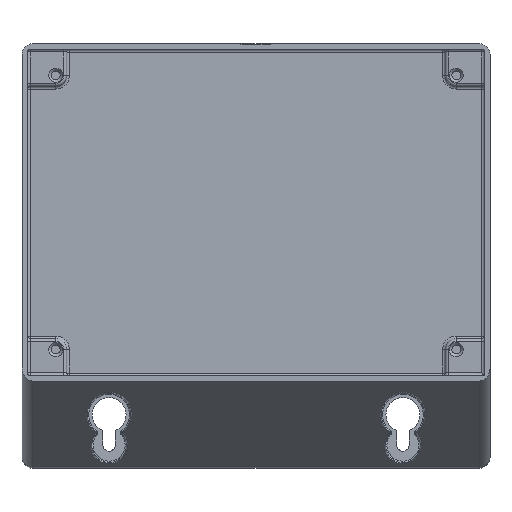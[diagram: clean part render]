
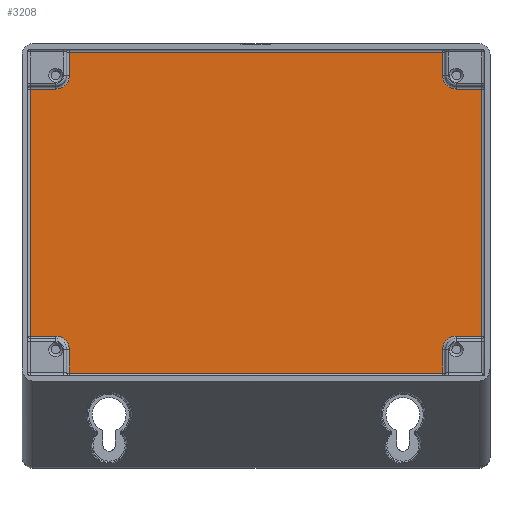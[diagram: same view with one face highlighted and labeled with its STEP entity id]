
A CAD part, top view. The second image highlights one B-rep face of the part: STEP entity #3208.
In plain terms, the highlighted planar face has unit normal (0, 0, 1).
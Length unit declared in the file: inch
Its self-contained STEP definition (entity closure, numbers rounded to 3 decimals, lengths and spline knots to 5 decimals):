
#273=CIRCLE('',#3457,0.15625);
#286=CIRCLE('',#3478,0.15625);
#305=CIRCLE('',#3513,0.15625);
#315=CIRCLE('',#3540,0.15625);
#453=LINE('',#5810,#705);
#455=LINE('',#5819,#707);
#459=LINE('',#5839,#711);
#461=LINE('',#5852,#713);
#463=LINE('',#5861,#715);
#475=LINE('',#5912,#727);
#479=LINE('',#5921,#731);
#481=LINE('',#5930,#733);
#485=LINE('',#5936,#737);
#490=LINE('',#5953,#742);
#499=LINE('',#5977,#751);
#501=LINE('',#5986,#753);
#705=VECTOR('',#4116,0.3937);
#707=VECTOR('',#4128,0.3937);
#711=VECTOR('',#4152,0.3937);
#713=VECTOR('',#4166,0.3937);
#715=VECTOR('',#4178,0.3937);
#727=VECTOR('',#4244,0.3937);
#731=VECTOR('',#4254,0.3937);
#733=VECTOR('',#4266,0.3937);
#737=VECTOR('',#4274,0.3937);
#742=VECTOR('',#4297,0.3937);
#751=VECTOR('',#4328,0.3937);
#753=VECTOR('',#4340,0.3937);
#872=PLANE('',#3566);
#1057=FACE_OUTER_BOUND('',#1279,.T.);
#1279=EDGE_LOOP('',(#2801,#2802,#2803,#2804,#2805,#2806,#2807,#2808,#2809,
#2810,#2811,#2812,#2813,#2814,#2815,#2816));
#1528=VERTEX_POINT('',#5748);
#1534=VERTEX_POINT('',#5763);
#1542=VERTEX_POINT('',#5781);
#1546=VERTEX_POINT('',#5793);
#1549=VERTEX_POINT('',#5800);
#1553=VERTEX_POINT('',#5808);
#1555=VERTEX_POINT('',#5814);
#1556=VERTEX_POINT('',#5825);
#1559=VERTEX_POINT('',#5832);
#1562=VERTEX_POINT('',#5842);
#1566=VERTEX_POINT('',#5850);
#1568=VERTEX_POINT('',#5856);
#1582=VERTEX_POINT('',#5919);
#1584=VERTEX_POINT('',#5925);
#1591=VERTEX_POINT('',#5975);
#1593=VERTEX_POINT('',#5981);
#1906=EDGE_CURVE('',#1553,#1542,#453,.T.);
#1909=EDGE_CURVE('',#1555,#1553,#273,.T.);
#1911=EDGE_CURVE('',#1549,#1555,#455,.T.);
#1921=EDGE_CURVE('',#1559,#1549,#459,.T.);
#1927=EDGE_CURVE('',#1566,#1559,#461,.T.);
#1930=EDGE_CURVE('',#1568,#1566,#286,.T.);
#1932=EDGE_CURVE('',#1562,#1568,#463,.T.);
#1959=EDGE_CURVE('',#1556,#1562,#475,.T.);
#1964=EDGE_CURVE('',#1582,#1556,#479,.T.);
#1967=EDGE_CURVE('',#1584,#1582,#305,.T.);
#1969=EDGE_CURVE('',#1546,#1584,#481,.T.);
#1973=EDGE_CURVE('',#1534,#1546,#485,.T.);
#1982=EDGE_CURVE('',#1542,#1528,#490,.T.);
#1995=EDGE_CURVE('',#1591,#1534,#499,.T.);
#1998=EDGE_CURVE('',#1593,#1591,#315,.T.);
#2000=EDGE_CURVE('',#1528,#1593,#501,.T.);
#2801=ORIENTED_EDGE('',*,*,#1906,.F.);
#2802=ORIENTED_EDGE('',*,*,#1909,.F.);
#2803=ORIENTED_EDGE('',*,*,#1911,.F.);
#2804=ORIENTED_EDGE('',*,*,#1921,.F.);
#2805=ORIENTED_EDGE('',*,*,#1927,.F.);
#2806=ORIENTED_EDGE('',*,*,#1930,.F.);
#2807=ORIENTED_EDGE('',*,*,#1932,.F.);
#2808=ORIENTED_EDGE('',*,*,#1959,.F.);
#2809=ORIENTED_EDGE('',*,*,#1964,.F.);
#2810=ORIENTED_EDGE('',*,*,#1967,.F.);
#2811=ORIENTED_EDGE('',*,*,#1969,.F.);
#2812=ORIENTED_EDGE('',*,*,#1973,.F.);
#2813=ORIENTED_EDGE('',*,*,#1995,.F.);
#2814=ORIENTED_EDGE('',*,*,#1998,.F.);
#2815=ORIENTED_EDGE('',*,*,#2000,.F.);
#2816=ORIENTED_EDGE('',*,*,#1982,.F.);
#3208=ADVANCED_FACE('',(#1057),#872,.T.);
#3457=AXIS2_PLACEMENT_3D('',#5816,#4122,#4123);
#3478=AXIS2_PLACEMENT_3D('',#5858,#4172,#4173);
#3513=AXIS2_PLACEMENT_3D('',#5927,#4260,#4261);
#3540=AXIS2_PLACEMENT_3D('',#5983,#4334,#4335);
#3566=AXIS2_PLACEMENT_3D('',#6053,#4416,#4417);
#4116=DIRECTION('',(0.,1.,0.));
#4122=DIRECTION('center_axis',(0.,0.,1.));
#4123=DIRECTION('ref_axis',(0.707,-0.707,0.));
#4128=DIRECTION('',(1.,0.,0.));
#4152=DIRECTION('',(0.,1.,0.));
#4166=DIRECTION('',(-1.,0.,0.));
#4172=DIRECTION('center_axis',(0.,0.,1.));
#4173=DIRECTION('ref_axis',(0.707,0.707,0.));
#4178=DIRECTION('',(0.,1.,0.));
#4244=DIRECTION('',(-1.,0.,0.));
#4254=DIRECTION('',(0.,-1.,0.));
#4260=DIRECTION('center_axis',(0.,0.,1.));
#4261=DIRECTION('ref_axis',(-0.707,0.707,0.));
#4266=DIRECTION('',(-1.,0.,0.));
#4274=DIRECTION('',(0.,-1.,0.));
#4297=DIRECTION('',(1.,0.,0.));
#4328=DIRECTION('',(1.,0.,0.));
#4334=DIRECTION('center_axis',(0.,0.,1.));
#4335=DIRECTION('ref_axis',(-0.707,-0.707,0.));
#4340=DIRECTION('',(0.,-1.,0.));
#4416=DIRECTION('center_axis',(0.,0.,1.));
#4417=DIRECTION('ref_axis',(1.,0.,0.));
#5748=CARTESIAN_POINT('',(4.64375,0.09375,0.0625));
#5763=CARTESIAN_POINT('',(5.09375,-0.33125,0.0625));
#5781=CARTESIAN_POINT('',(0.35625,0.09375,0.0625));
#5793=CARTESIAN_POINT('',(5.09375,-3.16875,0.0625));
#5800=CARTESIAN_POINT('',(-0.09375,-0.33125,0.0625));
#5808=CARTESIAN_POINT('',(0.35625,-0.175,0.0625));
#5810=CARTESIAN_POINT('',(0.35625,-0.9625,0.0625));
#5814=CARTESIAN_POINT('',(0.2,-0.33125,0.0625));
#5816=CARTESIAN_POINT('Origin',(0.2,-0.175,0.0625));
#5819=CARTESIAN_POINT('',(1.1875,-0.33125,0.0625));
#5825=CARTESIAN_POINT('',(4.64375,-3.59375,0.0625));
#5832=CARTESIAN_POINT('',(-0.09375,-3.16875,0.0625));
#5839=CARTESIAN_POINT('',(-0.09375,-2.475,0.0625));
#5842=CARTESIAN_POINT('',(0.35625,-3.59375,0.0625));
#5850=CARTESIAN_POINT('',(0.2,-3.16875,0.0625));
#5852=CARTESIAN_POINT('',(1.35,-3.16875,0.0625));
#5856=CARTESIAN_POINT('',(0.35625,-3.325,0.0625));
#5858=CARTESIAN_POINT('Origin',(0.2,-3.325,0.0625));
#5861=CARTESIAN_POINT('',(0.35625,-2.6875,0.0625));
#5912=CARTESIAN_POINT('',(3.5875,-3.59375,0.0625));
#5919=CARTESIAN_POINT('',(4.64375,-3.325,0.0625));
#5921=CARTESIAN_POINT('',(4.64375,-2.5375,0.0625));
#5925=CARTESIAN_POINT('',(4.8,-3.16875,0.0625));
#5927=CARTESIAN_POINT('Origin',(4.8,-3.325,0.0625));
#5930=CARTESIAN_POINT('',(3.8125,-3.16875,0.0625));
#5936=CARTESIAN_POINT('',(5.09375,-1.025,0.0625));
#5953=CARTESIAN_POINT('',(1.4125,0.09375,0.0625));
#5975=CARTESIAN_POINT('',(4.8,-0.33125,0.0625));
#5977=CARTESIAN_POINT('',(3.65,-0.33125,0.0625));
#5981=CARTESIAN_POINT('',(4.64375,-0.175,0.0625));
#5983=CARTESIAN_POINT('Origin',(4.8,-0.175,0.0625));
#5986=CARTESIAN_POINT('',(4.64375,-0.8125,0.0625));
#6053=CARTESIAN_POINT('Origin',(2.5,-1.75,0.0625));
